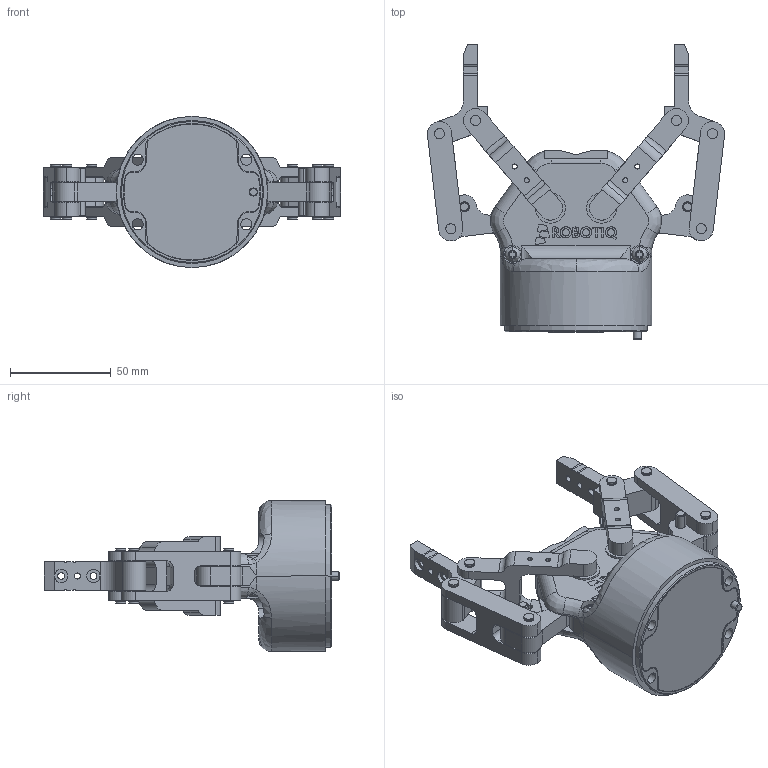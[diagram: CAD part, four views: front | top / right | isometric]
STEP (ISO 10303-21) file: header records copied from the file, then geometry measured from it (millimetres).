
FILE_DESCRIPTION (( 'STEP AP214' ), '1' );
FILE_NAME ('2-Finger_85_Adaptive_Gripper-opened_20171116.STEP', '2018-01-16T10:51:42', ( '' ), ( '' ), 'SwSTEP 2.0', 'SolidWorks 2015', '' );
FILE_SCHEMA (( 'AUTOMOTIVE_DESIGN' ));
Length unit declared in the file: millimetre
Products named in the file (8): Group7^2-Finger_85_Adaptive_Gripper; Group6^2-Finger_85_Adaptive_Gripper; Group5^2-Finger_85_Adaptive_Gripper; Group4^2-Finger_85_Adaptive_Gripper; Group3^2-Finger_85_Adaptive_Gripper; Group2^2-Finger_85_Adaptive_Gripper; Group1^2-Finger_85_Adaptive_Gripper; 2-Finger_85_Adaptive_Gripper-opened_20171116
Assembly tree (11 placements, depth 2):
  2-Finger_85_Adaptive_Gripper-opened_20171116
    Group1^2-Finger_85_Adaptive_Gripper
    Group2^2-Finger_85_Adaptive_Gripper  x2
    Group3^2-Finger_85_Adaptive_Gripper  x2
    Group4^2-Finger_85_Adaptive_Gripper  x2
    Group5^2-Finger_85_Adaptive_Gripper  x2
    Group6^2-Finger_85_Adaptive_Gripper
    Group7^2-Finger_85_Adaptive_Gripper
Bounding box: 147.51 x 146.85 x 75 mm (x, y, z)
Volume: 296356.6 mm3; surface area: 68175.5 mm2
Topology: 14 solids, 18 shells, 1345 faces, 3531 edges, 2312 vertices
Faces by surface type: plane 615, cylinder 409, bspline 272, cone 49
Entity records: 41690 total; most frequent: CARTESIAN_POINT 12223, ORIENTED_EDGE 6042, DIRECTION 4925, EDGE_CURVE 3021, VERTEX_POINT 1982, LINE 1697, VECTOR 1697, AXIS2_PLACEMENT_3D 1614
